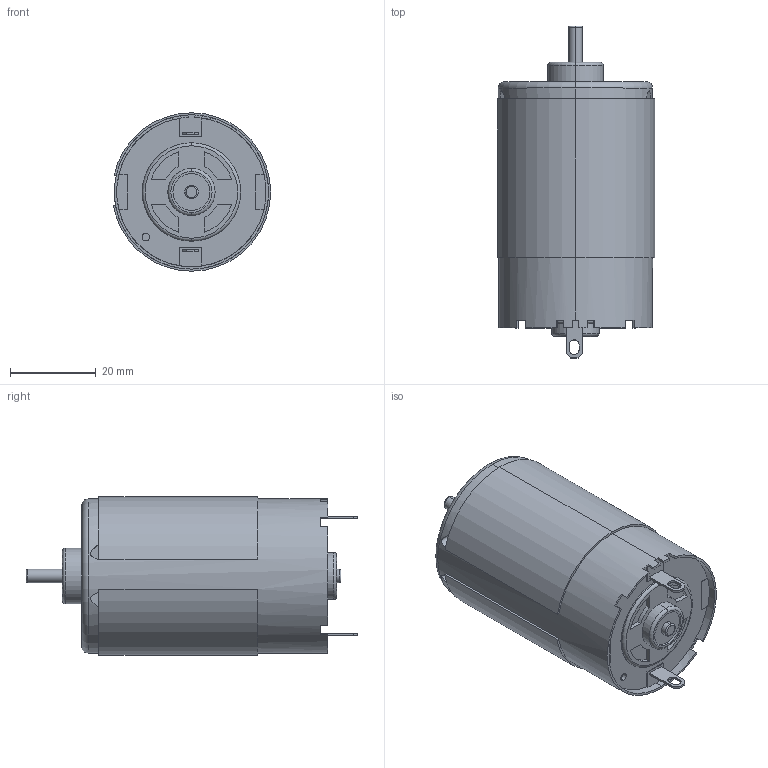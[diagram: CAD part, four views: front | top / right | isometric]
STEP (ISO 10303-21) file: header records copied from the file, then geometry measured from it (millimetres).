
FILE_DESCRIPTION (( 'STEP AP203' ), '1' );
FILE_NAME ('RS-555萇儂粣扥12(1).STEP', '2022-04-08T05:55:27', ( '' ), ( '' ), 'SwSTEP 2.0', 'SolidWorks 2020', '' );
FILE_SCHEMA (( 'CONFIG_CONTROL_DESIGN' ));
Length unit declared in the file: millimetre
Products named in the file (1): RS-555萇儂粣扥12(1)
Bounding box: 36.74 x 77.5 x 37 mm (x, y, z)
Volume: 59583.3 mm3; surface area: 10028.3 mm2
Topology: 1 solids, 3 shells, 171 faces, 423 edges, 278 vertices
Faces by surface type: plane 106, cylinder 49, torus 12, bspline 4
Entity records: 5308 total; most frequent: CARTESIAN_POINT 1049, DIRECTION 899, ORIENTED_EDGE 846, EDGE_CURVE 423, AXIS2_PLACEMENT_3D 324, VERTEX_POINT 278, VECTOR 251, LINE 251
